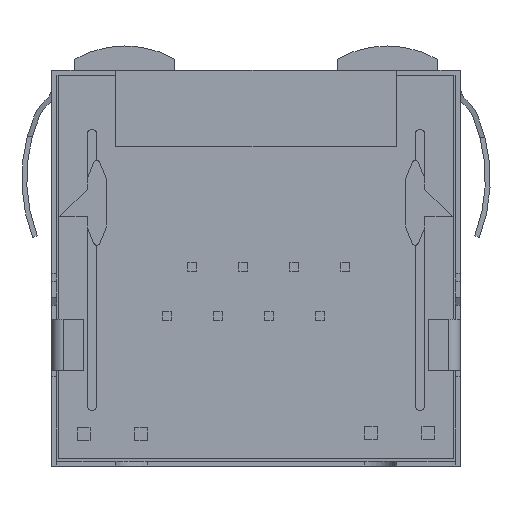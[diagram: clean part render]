
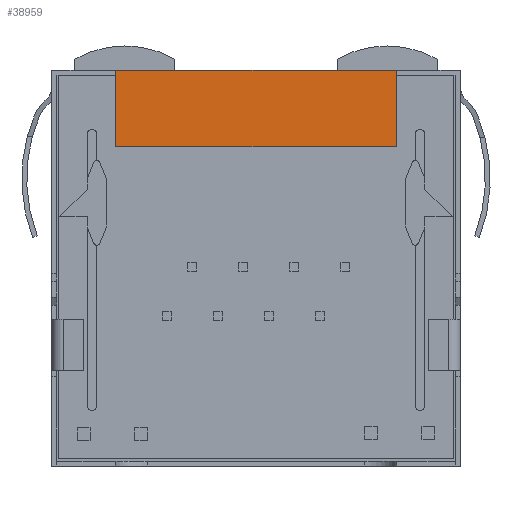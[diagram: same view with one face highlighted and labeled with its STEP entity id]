
A CAD part, front view. The second image highlights one B-rep face of the part: STEP entity #38959.
In plain terms, the highlighted planar face has unit normal (0, -1, 0).
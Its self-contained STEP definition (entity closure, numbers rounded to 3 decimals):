
#7793 = PLANE('',#7794);
#7794 = AXIS2_PLACEMENT_3D('',#7795,#7796,#7797);
#7795 = CARTESIAN_POINT('',(-5.588,0.,0.));
#7796 = DIRECTION('',(1.,0.,0.));
#7797 = DIRECTION('',(0.,0.,-1.));
#7852 = PLANE('',#7853);
#7853 = AXIS2_PLACEMENT_3D('',#7854,#7855,#7856);
#7854 = CARTESIAN_POINT('',(5.588,0.,0.));
#7855 = DIRECTION('',(1.,0.,0.));
#7856 = DIRECTION('',(0.,0.,-1.));
#8923 = PLANE('',#8924);
#8924 = AXIS2_PLACEMENT_3D('',#8925,#8926,#8927);
#8925 = CARTESIAN_POINT('',(0.,0.,0.));
#8926 = DIRECTION('',(0.,0.,1.));
#8927 = DIRECTION('',(1.,0.,-0.));
#12017 = VERTEX_POINT('',#12018);
#12018 = CARTESIAN_POINT('',(5.588,-6.726,0.));
#12039 = EDGE_CURVE('',#12040,#12017,#12042,.T.);
#12040 = VERTEX_POINT('',#12041);
#12041 = CARTESIAN_POINT('',(-5.588,-6.726,0.));
#12042 = SURFACE_CURVE('',#12043,(#12047,#12054),.PCURVE_S1.);
#12043 = LINE('',#12044,#12045);
#12044 = CARTESIAN_POINT('',(-5.588,-6.726,0.));
#12045 = VECTOR('',#12046,1.);
#12046 = DIRECTION('',(1.,0.,0.));
#12047 = PCURVE('',#8923,#12048);
#12048 = DEFINITIONAL_REPRESENTATION('',(#12049),#12053);
#12049 = LINE('',#12050,#12051);
#12050 = CARTESIAN_POINT('',(-5.588,-6.726));
#12051 = VECTOR('',#12052,1.);
#12052 = DIRECTION('',(1.,0.));
#12053 = ( GEOMETRIC_REPRESENTATION_CONTEXT(2) 
PARAMETRIC_REPRESENTATION_CONTEXT() REPRESENTATION_CONTEXT('2D SPACE',''
  ) );
#12054 = PCURVE('',#12055,#12060);
#12055 = PLANE('',#12056);
#12056 = AXIS2_PLACEMENT_3D('',#12057,#12058,#12059);
#12057 = CARTESIAN_POINT('',(-5.588,-6.726,0.));
#12058 = DIRECTION('',(0.,-1.,0.));
#12059 = DIRECTION('',(0.,0.,-1.));
#12060 = DEFINITIONAL_REPRESENTATION('',(#12061),#12065);
#12061 = LINE('',#12062,#12063);
#12062 = CARTESIAN_POINT('',(0.,0.));
#12063 = VECTOR('',#12064,1.);
#12064 = DIRECTION('',(0.,1.));
#12065 = ( GEOMETRIC_REPRESENTATION_CONTEXT(2) 
PARAMETRIC_REPRESENTATION_CONTEXT() REPRESENTATION_CONTEXT('2D SPACE',''
  ) );
#38787 = VERTEX_POINT('',#38788);
#38788 = CARTESIAN_POINT('',(5.588,-6.726,-3.048));
#38802 = PLANE('',#38803);
#38803 = AXIS2_PLACEMENT_3D('',#38804,#38805,#38806);
#38804 = CARTESIAN_POINT('',(-5.588,-6.726,-3.048));
#38805 = DIRECTION('',(0.,0.,-1.));
#38806 = DIRECTION('',(0.,1.,0.));
#38814 = EDGE_CURVE('',#12017,#38787,#38815,.T.);
#38815 = SURFACE_CURVE('',#38816,(#38820,#38827),.PCURVE_S1.);
#38816 = LINE('',#38817,#38818);
#38817 = CARTESIAN_POINT('',(5.588,-6.726,0.));
#38818 = VECTOR('',#38819,1.);
#38819 = DIRECTION('',(0.,0.,-1.));
#38820 = PCURVE('',#7852,#38821);
#38821 = DEFINITIONAL_REPRESENTATION('',(#38822),#38826);
#38822 = LINE('',#38823,#38824);
#38823 = CARTESIAN_POINT('',(0.,-6.726));
#38824 = VECTOR('',#38825,1.);
#38825 = DIRECTION('',(1.,0.));
#38826 = ( GEOMETRIC_REPRESENTATION_CONTEXT(2) 
PARAMETRIC_REPRESENTATION_CONTEXT() REPRESENTATION_CONTEXT('2D SPACE',''
  ) );
#38827 = PCURVE('',#12055,#38828);
#38828 = DEFINITIONAL_REPRESENTATION('',(#38829),#38833);
#38829 = LINE('',#38830,#38831);
#38830 = CARTESIAN_POINT('',(0.,11.176));
#38831 = VECTOR('',#38832,1.);
#38832 = DIRECTION('',(1.,0.));
#38833 = ( GEOMETRIC_REPRESENTATION_CONTEXT(2) 
PARAMETRIC_REPRESENTATION_CONTEXT() REPRESENTATION_CONTEXT('2D SPACE',''
  ) );
#38892 = EDGE_CURVE('',#12040,#38893,#38895,.T.);
#38893 = VERTEX_POINT('',#38894);
#38894 = CARTESIAN_POINT('',(-5.588,-6.726,-3.048));
#38895 = SURFACE_CURVE('',#38896,(#38900,#38907),.PCURVE_S1.);
#38896 = LINE('',#38897,#38898);
#38897 = CARTESIAN_POINT('',(-5.588,-6.726,0.));
#38898 = VECTOR('',#38899,1.);
#38899 = DIRECTION('',(0.,0.,-1.));
#38900 = PCURVE('',#7793,#38901);
#38901 = DEFINITIONAL_REPRESENTATION('',(#38902),#38906);
#38902 = LINE('',#38903,#38904);
#38903 = CARTESIAN_POINT('',(0.,-6.726));
#38904 = VECTOR('',#38905,1.);
#38905 = DIRECTION('',(1.,0.));
#38906 = ( GEOMETRIC_REPRESENTATION_CONTEXT(2) 
PARAMETRIC_REPRESENTATION_CONTEXT() REPRESENTATION_CONTEXT('2D SPACE',''
  ) );
#38907 = PCURVE('',#12055,#38908);
#38908 = DEFINITIONAL_REPRESENTATION('',(#38909),#38913);
#38909 = LINE('',#38910,#38911);
#38910 = CARTESIAN_POINT('',(0.,0.));
#38911 = VECTOR('',#38912,1.);
#38912 = DIRECTION('',(1.,0.));
#38913 = ( GEOMETRIC_REPRESENTATION_CONTEXT(2) 
PARAMETRIC_REPRESENTATION_CONTEXT() REPRESENTATION_CONTEXT('2D SPACE',''
  ) );
#38959 = ADVANCED_FACE('',(#38960),#12055,.T.);
#38960 = FACE_BOUND('',#38961,.F.);
#38961 = EDGE_LOOP('',(#38962,#38963,#38964,#38965));
#38962 = ORIENTED_EDGE('',*,*,#38892,.F.);
#38963 = ORIENTED_EDGE('',*,*,#12039,.T.);
#38964 = ORIENTED_EDGE('',*,*,#38814,.T.);
#38965 = ORIENTED_EDGE('',*,*,#38966,.F.);
#38966 = EDGE_CURVE('',#38893,#38787,#38967,.T.);
#38967 = SURFACE_CURVE('',#38968,(#38972,#38979),.PCURVE_S1.);
#38968 = LINE('',#38969,#38970);
#38969 = CARTESIAN_POINT('',(-5.588,-6.726,-3.048));
#38970 = VECTOR('',#38971,1.);
#38971 = DIRECTION('',(1.,0.,0.));
#38972 = PCURVE('',#12055,#38973);
#38973 = DEFINITIONAL_REPRESENTATION('',(#38974),#38978);
#38974 = LINE('',#38975,#38976);
#38975 = CARTESIAN_POINT('',(3.048,0.));
#38976 = VECTOR('',#38977,1.);
#38977 = DIRECTION('',(0.,1.));
#38978 = ( GEOMETRIC_REPRESENTATION_CONTEXT(2) 
PARAMETRIC_REPRESENTATION_CONTEXT() REPRESENTATION_CONTEXT('2D SPACE',''
  ) );
#38979 = PCURVE('',#38802,#38980);
#38980 = DEFINITIONAL_REPRESENTATION('',(#38981),#38985);
#38981 = LINE('',#38982,#38983);
#38982 = CARTESIAN_POINT('',(0.,0.));
#38983 = VECTOR('',#38984,1.);
#38984 = DIRECTION('',(0.,1.));
#38985 = ( GEOMETRIC_REPRESENTATION_CONTEXT(2) 
PARAMETRIC_REPRESENTATION_CONTEXT() REPRESENTATION_CONTEXT('2D SPACE',''
  ) );
